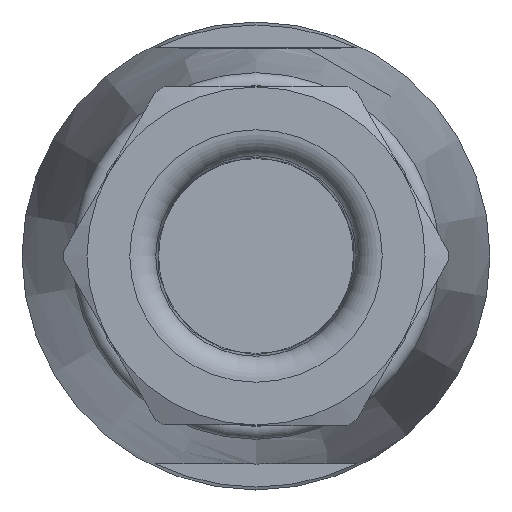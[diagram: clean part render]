
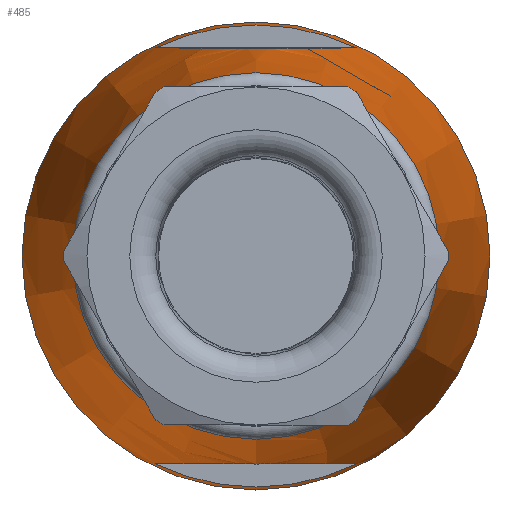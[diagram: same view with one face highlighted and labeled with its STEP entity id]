
A CAD part, left-side view. The second image highlights one B-rep face of the part: STEP entity #485.
In plain terms, the highlighted conical face has half-angle 6.52 degrees and reference radius 9 mm.
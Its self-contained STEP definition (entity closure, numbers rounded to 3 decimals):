
#463=CONICAL_SURFACE('',#2048,9.,6.52);
#485=ADVANCED_FACE('',(#700,#701,#702,#703),#463,.T.);
#663=B_SPLINE_CURVE_WITH_KNOTS('',3,(#2898,#2899,#2900,#2901,#2902,#2903,
#2904,#2905,#2906,#2907,#2908,#2909,#2910,#2911,#2912,#2913,#2914,#2915),
 .UNSPECIFIED.,.F.,.F.,(4,2,2,2,2,2,2,2,4),(0.,0.25,0.375,0.438,0.5,0.563,
0.625,0.75,1.),.UNSPECIFIED.);
#664=B_SPLINE_CURVE_WITH_KNOTS('',3,(#2919,#2920,#2921,#2922,#2923,#2924,
#2925,#2926,#2927,#2928,#2929,#2930,#2931,#2932,#2933,#2934,#2935,#2936),
 .UNSPECIFIED.,.F.,.F.,(4,2,2,2,2,2,2,2,4),(0.,0.25,0.375,0.438,0.5,0.563,
0.625,0.75,1.),.UNSPECIFIED.);
#700=FACE_BOUND('',#876,.T.);
#701=FACE_BOUND('',#877,.T.);
#702=FACE_BOUND('',#878,.T.);
#703=FACE_BOUND('',#879,.T.);
#876=EDGE_LOOP('',(#1110));
#877=EDGE_LOOP('',(#1111));
#878=EDGE_LOOP('',(#1112,#1113));
#879=EDGE_LOOP('',(#1114,#1115));
#1110=ORIENTED_EDGE('',*,*,#1689,.T.);
#1111=ORIENTED_EDGE('',*,*,#1690,.F.);
#1112=ORIENTED_EDGE('',*,*,#1691,.T.);
#1113=ORIENTED_EDGE('',*,*,#1692,.T.);
#1114=ORIENTED_EDGE('',*,*,#1693,.F.);
#1115=ORIENTED_EDGE('',*,*,#1694,.F.);
#1526=VERTEX_POINT('',#2895);
#1527=VERTEX_POINT('',#2897);
#1528=VERTEX_POINT('',#2916);
#1529=VERTEX_POINT('',#2917);
#1530=VERTEX_POINT('',#2937);
#1531=VERTEX_POINT('',#2938);
#1689=EDGE_CURVE('',#1526,#1526,#1895,.T.);
#1690=EDGE_CURVE('',#1527,#1527,#1896,.T.);
#1691=EDGE_CURVE('',#1528,#1529,#663,.T.);
#1692=EDGE_CURVE('',#1529,#1528,#1897,.T.);
#1693=EDGE_CURVE('',#1530,#1531,#664,.T.);
#1694=EDGE_CURVE('',#1531,#1530,#1898,.T.);
#1895=CIRCLE('',#2044,9.);
#1896=CIRCLE('',#2045,7.051);
#1897=CIRCLE('',#2046,8.886);
#1898=CIRCLE('',#2047,8.886);
#2044=AXIS2_PLACEMENT_3D('',#2894,#2316,#2317);
#2045=AXIS2_PLACEMENT_3D('',#2896,#2318,#2319);
#2046=AXIS2_PLACEMENT_3D('',#2918,#2320,#2321);
#2047=AXIS2_PLACEMENT_3D('',#2939,#2322,#2323);
#2048=AXIS2_PLACEMENT_3D('',#2940,#2324,#2325);
#2316=DIRECTION('',(-1.,0.,0.));
#2317=DIRECTION('',(0.,0.,-1.));
#2318=DIRECTION('',(-1.,0.,0.));
#2319=DIRECTION('',(0.,0.,-1.));
#2320=DIRECTION('',(1.,0.,0.));
#2321=DIRECTION('',(0.,-1.,0.));
#2322=DIRECTION('',(-1.,0.,0.));
#2323=DIRECTION('',(0.,1.,0.));
#2324=DIRECTION('',(1.,0.,0.));
#2325=DIRECTION('',(0.,0.,1.));
#2894=CARTESIAN_POINT('',(-0.5,0.,0.));
#2895=CARTESIAN_POINT('',(-0.5,0.,-9.));
#2896=CARTESIAN_POINT('',(-17.557,0.,0.));
#2897=CARTESIAN_POINT('',(-17.557,0.,-7.051));
#2898=CARTESIAN_POINT('',(-1.5,3.867,-8.));
#2899=CARTESIAN_POINT('',(-2.925,3.493,-8.));
#2900=CARTESIAN_POINT('',(-4.341,3.088,-8.));
#2901=CARTESIAN_POINT('',(-6.42,2.311,-8.));
#2902=CARTESIAN_POINT('',(-7.115,2.023,-8.));
#2903=CARTESIAN_POINT('',(-8.091,1.473,-8.));
#2904=CARTESIAN_POINT('',(-8.405,1.272,-8.));
#2905=CARTESIAN_POINT('',(-8.962,0.769,-8.));
#2906=CARTESIAN_POINT('',(-9.222,0.445,-8.));
#2907=CARTESIAN_POINT('',(-9.274,-0.324,-8.));
#2908=CARTESIAN_POINT('',(-9.041,-0.673,-8.));
#2909=CARTESIAN_POINT('',(-8.5,-1.203,-8.));
#2910=CARTESIAN_POINT('',(-8.18,-1.416,-8.));
#2911=CARTESIAN_POINT('',(-7.205,-1.983,-8.));
#2912=CARTESIAN_POINT('',(-6.506,-2.276,-8.));
#2913=CARTESIAN_POINT('',(-4.392,-3.074,-8.));
#2914=CARTESIAN_POINT('',(-2.95,-3.487,-8.));
#2915=CARTESIAN_POINT('',(-1.5,-3.867,-8.));
#2916=CARTESIAN_POINT('',(-1.5,3.867,-8.));
#2917=CARTESIAN_POINT('',(-1.5,-3.867,-8.));
#2918=CARTESIAN_POINT('',(-1.5,0.,0.));
#2919=CARTESIAN_POINT('',(-1.5,3.867,8.));
#2920=CARTESIAN_POINT('',(-2.925,3.493,8.));
#2921=CARTESIAN_POINT('',(-4.341,3.088,8.));
#2922=CARTESIAN_POINT('',(-6.42,2.311,8.));
#2923=CARTESIAN_POINT('',(-7.115,2.023,8.));
#2924=CARTESIAN_POINT('',(-8.091,1.473,8.));
#2925=CARTESIAN_POINT('',(-8.405,1.272,8.));
#2926=CARTESIAN_POINT('',(-8.962,0.769,8.));
#2927=CARTESIAN_POINT('',(-9.222,0.445,8.));
#2928=CARTESIAN_POINT('',(-9.274,-0.324,8.));
#2929=CARTESIAN_POINT('',(-9.041,-0.673,8.));
#2930=CARTESIAN_POINT('',(-8.5,-1.203,8.));
#2931=CARTESIAN_POINT('',(-8.18,-1.416,8.));
#2932=CARTESIAN_POINT('',(-7.205,-1.983,8.));
#2933=CARTESIAN_POINT('',(-6.506,-2.276,8.));
#2934=CARTESIAN_POINT('',(-4.392,-3.074,8.));
#2935=CARTESIAN_POINT('',(-2.95,-3.487,8.));
#2936=CARTESIAN_POINT('',(-1.5,-3.867,8.));
#2937=CARTESIAN_POINT('',(-1.5,3.867,8.));
#2938=CARTESIAN_POINT('',(-1.5,-3.867,8.));
#2939=CARTESIAN_POINT('',(-1.5,0.,0.));
#2940=CARTESIAN_POINT('',(-0.5,0.,0.));
